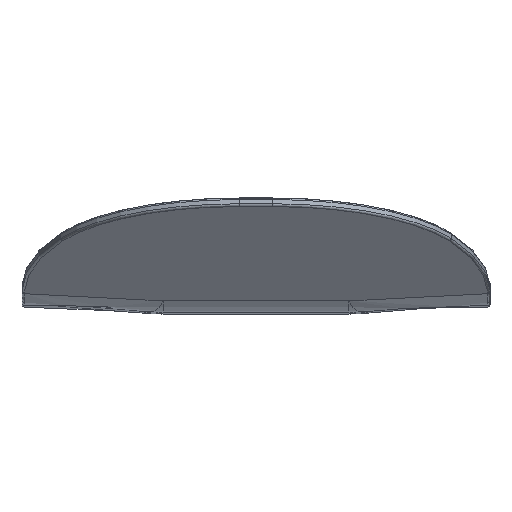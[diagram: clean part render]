
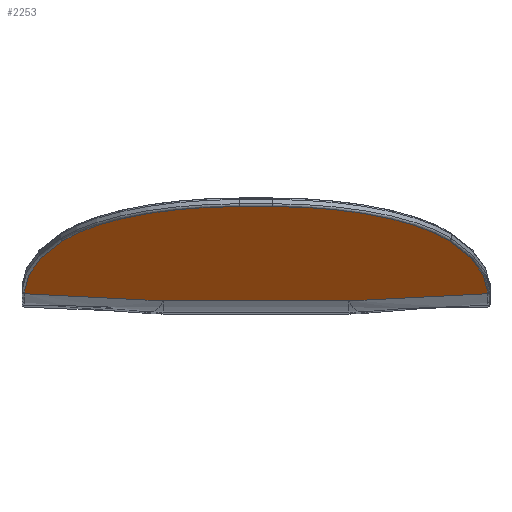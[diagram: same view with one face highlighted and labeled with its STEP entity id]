
A CAD part, top view. The second image highlights one B-rep face of the part: STEP entity #2253.
In plain terms, the highlighted planar face has unit normal (0, -0.951, 0.309).
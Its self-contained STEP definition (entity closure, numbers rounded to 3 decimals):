
#60=PLANE('',#2510);
#131=LINE('',#4449,#207);
#133=LINE('',#4467,#209);
#134=LINE('',#4482,#210);
#144=LINE('',#5034,#220);
#207=VECTOR('',#2860,10.);
#209=VECTOR('',#2882,10.);
#210=VECTOR('',#2903,10.);
#220=VECTOR('',#3017,10.);
#397=FACE_OUTER_BOUND('',#563,.T.);
#563=EDGE_LOOP('',(#1969,#1970,#1971,#1972,#1973,#1974,#1975,#1976,#1977,
#1978));
#690=B_SPLINE_CURVE_WITH_KNOTS('',3,(#5027,#5028,#5029,#5030),
 .UNSPECIFIED.,.F.,.F.,(4,4),(0.263,6.566),
 .UNSPECIFIED.);
#693=B_SPLINE_CURVE_WITH_KNOTS('',3,(#5103,#5104,#5105,#5106),
 .UNSPECIFIED.,.F.,.F.,(4,4),(-0.717,5.586),
 .UNSPECIFIED.);
#788=CIRCLE('',#2435,172.216);
#791=CIRCLE('',#2439,87.9);
#795=CIRCLE('',#2445,87.9);
#798=CIRCLE('',#2449,172.216);
#995=VERTEX_POINT('',#4439);
#996=VERTEX_POINT('',#4447);
#997=VERTEX_POINT('',#4451);
#999=VERTEX_POINT('',#4457);
#1001=VERTEX_POINT('',#4463);
#1003=VERTEX_POINT('',#4469);
#1005=VERTEX_POINT('',#4475);
#1006=VERTEX_POINT('',#4480);
#1031=VERTEX_POINT('',#4954);
#1034=VERTEX_POINT('',#5032);
#1267=EDGE_CURVE('',#995,#996,#131,.T.);
#1270=EDGE_CURVE('',#996,#997,#788,.T.);
#1273=EDGE_CURVE('',#997,#999,#791,.T.);
#1276=EDGE_CURVE('',#999,#1001,#133,.T.);
#1279=EDGE_CURVE('',#1001,#1003,#795,.T.);
#1282=EDGE_CURVE('',#1003,#1005,#798,.T.);
#1284=EDGE_CURVE('',#1005,#1006,#134,.T.);
#1348=EDGE_CURVE('',#1031,#995,#690,.T.);
#1350=EDGE_CURVE('',#1034,#1031,#144,.T.);
#1357=EDGE_CURVE('',#1006,#1034,#693,.T.);
#1969=ORIENTED_EDGE('',*,*,#1267,.F.);
#1970=ORIENTED_EDGE('',*,*,#1348,.F.);
#1971=ORIENTED_EDGE('',*,*,#1350,.F.);
#1972=ORIENTED_EDGE('',*,*,#1357,.F.);
#1973=ORIENTED_EDGE('',*,*,#1284,.F.);
#1974=ORIENTED_EDGE('',*,*,#1282,.F.);
#1975=ORIENTED_EDGE('',*,*,#1279,.F.);
#1976=ORIENTED_EDGE('',*,*,#1276,.F.);
#1977=ORIENTED_EDGE('',*,*,#1273,.F.);
#1978=ORIENTED_EDGE('',*,*,#1270,.F.);
#2253=ADVANCED_FACE('',(#397),#60,.T.);
#2435=AXIS2_PLACEMENT_3D('',#4455,#2867,#2868);
#2439=AXIS2_PLACEMENT_3D('',#4461,#2875,#2876);
#2445=AXIS2_PLACEMENT_3D('',#4473,#2889,#2890);
#2449=AXIS2_PLACEMENT_3D('',#4478,#2897,#2898);
#2510=AXIS2_PLACEMENT_3D('',#5111,#3030,#3031);
#2860=DIRECTION('',(0.,0.309,0.951));
#2867=DIRECTION('center_axis',(0.,0.951,-0.309));
#2868=DIRECTION('ref_axis',(-0.975,0.069,0.213));
#2875=DIRECTION('center_axis',(0.,0.951,-0.309));
#2876=DIRECTION('ref_axis',(-0.531,0.262,0.806));
#2882=DIRECTION('',(1.,0.,0.));
#2889=DIRECTION('center_axis',(0.,0.951,-0.309));
#2890=DIRECTION('ref_axis',(0.531,0.262,0.806));
#2897=DIRECTION('center_axis',(0.,0.951,-0.309));
#2898=DIRECTION('ref_axis',(0.975,0.069,0.213));
#2903=DIRECTION('',(0.,-0.309,-0.951));
#3017=DIRECTION('',(-1.,0.,0.));
#3030=DIRECTION('center_axis',(0.,-0.951,0.309));
#3031=DIRECTION('ref_axis',(0.,-0.309,-0.951));
#4439=CARTESIAN_POINT('',(1.,6.176,282.339));
#4447=CARTESIAN_POINT('',(1.,6.465,283.228));
#4449=CARTESIAN_POINT('',(1.,33.512,366.469));
#4451=CARTESIAN_POINT('',(18.209,29.654,354.597));
#4455=CARTESIAN_POINT('Origin',(173.216,6.465,283.228));
#4457=CARTESIAN_POINT('',(97.325,44.981,401.767));
#4461=CARTESIAN_POINT('Origin',(97.325,17.818,318.17));
#4463=CARTESIAN_POINT('',(112.225,44.981,401.767));
#4467=CARTESIAN_POINT('',(0.,44.981,401.767));
#4469=CARTESIAN_POINT('',(191.341,29.654,354.597));
#4473=CARTESIAN_POINT('Origin',(112.225,17.818,318.17));
#4475=CARTESIAN_POINT('',(208.55,6.465,283.228));
#4478=CARTESIAN_POINT('Origin',(36.334,6.465,283.228));
#4480=CARTESIAN_POINT('',(208.55,6.176,282.339));
#4482=CARTESIAN_POINT('',(208.55,33.512,366.469));
#4954=CARTESIAN_POINT('',(63.176,2.973,272.479));
#5027=CARTESIAN_POINT('Ctrl Pts',(63.176,2.973,272.479));
#5028=CARTESIAN_POINT('Ctrl Pts',(42.448,4.036,275.751));
#5029=CARTESIAN_POINT('Ctrl Pts',(21.729,5.115,279.072));
#5030=CARTESIAN_POINT('Ctrl Pts',(1.,6.176,282.339));
#5032=CARTESIAN_POINT('',(146.374,2.973,272.479));
#5034=CARTESIAN_POINT('',(0.,2.973,272.479));
#5103=CARTESIAN_POINT('Ctrl Pts',(208.55,6.176,282.339));
#5104=CARTESIAN_POINT('Ctrl Pts',(187.821,5.115,279.072));
#5105=CARTESIAN_POINT('Ctrl Pts',(167.102,4.036,275.751));
#5106=CARTESIAN_POINT('Ctrl Pts',(146.374,2.973,272.479));
#5111=CARTESIAN_POINT('Origin',(0.,45.29,402.719));
